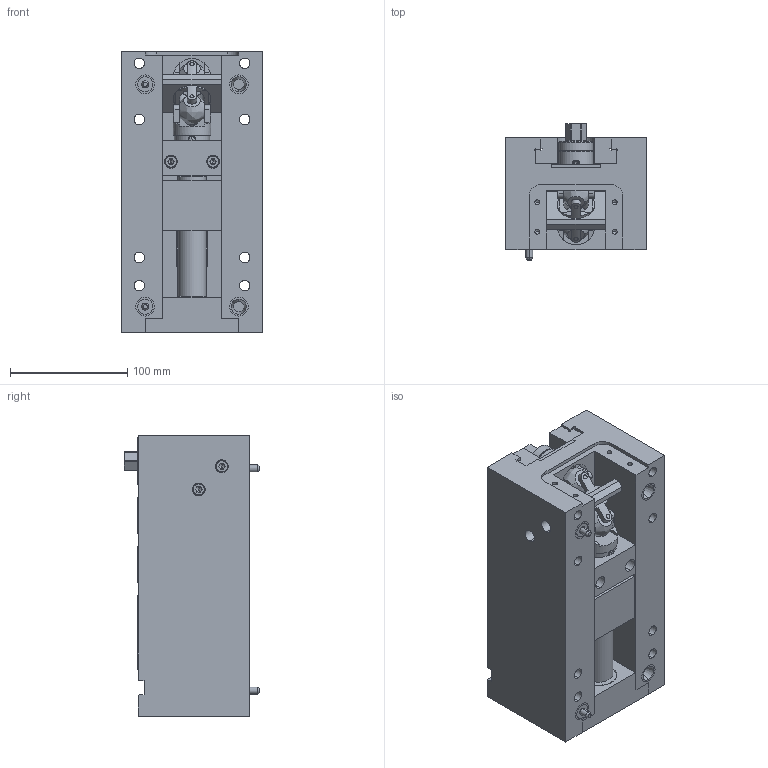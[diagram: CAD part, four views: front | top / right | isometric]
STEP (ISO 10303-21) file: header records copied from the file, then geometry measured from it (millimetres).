
FILE_DESCRIPTION (( 'STEP AP203' ), '1' );
FILE_NAME ('Spannstock.STEP', '2016-09-28T14:49:44', ( '' ), ( '' ), 'SwSTEP 2.0', 'SolidWorks 2015', '' );
FILE_SCHEMA (( 'CONFIG_CONTROL_DESIGN' ));
Length unit declared in the file: millimetre
Products named in the file (23): Zylinderstift_ISO_8735-6x30_ISO 8735-6x16-A-St; A13609-01-0061_Schlitten; 1_oben; Spannstock; A13609-01-0066_Mitnehmer; A13609-01-0067_Deckel; A13609-01-0071_Abstimmplatte; 2_oben; 63173700_oben; Buchse_Centrex_DUO_6_2096-0005_oben; ISO 4762 M8 x 16-12.9_ISO 4762 M8 x 16-12.9; A13609-01-0065_Welle; A13609-01-0073_Handelsteil_Na; ISO 4762 M6 x 40-12.9_ISO 4762 M6 x 16-12.9; lagerbock_oben; A13609-01-0068_Bolzen; A13609-01-0070_Blech; ISO 4762 M6 x 25-12.9 _ISO 4762 M6 x 20 ; 62353300; 3_oben; Lagerstück_oben; Kegel_Centrex_DUO_6_2097-0006_oben; A13609-01-0060_Grundkoerper
Assembly tree (36 placements, depth 3):
  Spannstock
    A13609-01-0060_Grundkoerper
    A13609-01-0061_Schlitten
    63173700_oben
      1_oben
      2_oben
      3_oben
      A13609-01-0073_Handelsteil_Na  x2
    Lagerstück_oben
    A13609-01-0070_Blech
    lagerbock_oben
    A13609-01-0067_Deckel
    A13609-01-0066_Mitnehmer
    A13609-01-0065_Welle
    A13609-01-0068_Bolzen
    Buchse_Centrex_DUO_6_2096-0005_oben  x4
    Kegel_Centrex_DUO_6_2097-0006_oben  x2
    ISO 4762 M6 x 25-12.9 _ISO 4762 M6 x 20   x4
    A13609-01-0071_Abstimmplatte
    ISO 4762 M6 x 40-12.9_ISO 4762 M6 x 16-12.9  x2
    ISO 4762 M8 x 16-12.9_ISO 4762 M8 x 16-12.9  x4
    62353300  x2
    Zylinderstift_ISO_8735-6x30_ISO 8735-6x16-A-St  x2
Bounding box: 120 x 116.08 x 240 mm (x, y, z)
Volume: 2245444.7 mm3; surface area: 365450.8 mm2
Topology: 35 solids, 35 shells, 1526 faces, 3751 edges, 2355 vertices
Faces by surface type: plane 755, cylinder 365, cone 182, bspline 176, torus 44, sphere 4
Entity records: 50282 total; most frequent: CARTESIAN_POINT 18561, ORIENTED_EDGE 6098, DIRECTION 5557, EDGE_CURVE 3049, VERTEX_POINT 1990, LINE 1945, VECTOR 1945, AXIS2_PLACEMENT_3D 1806
